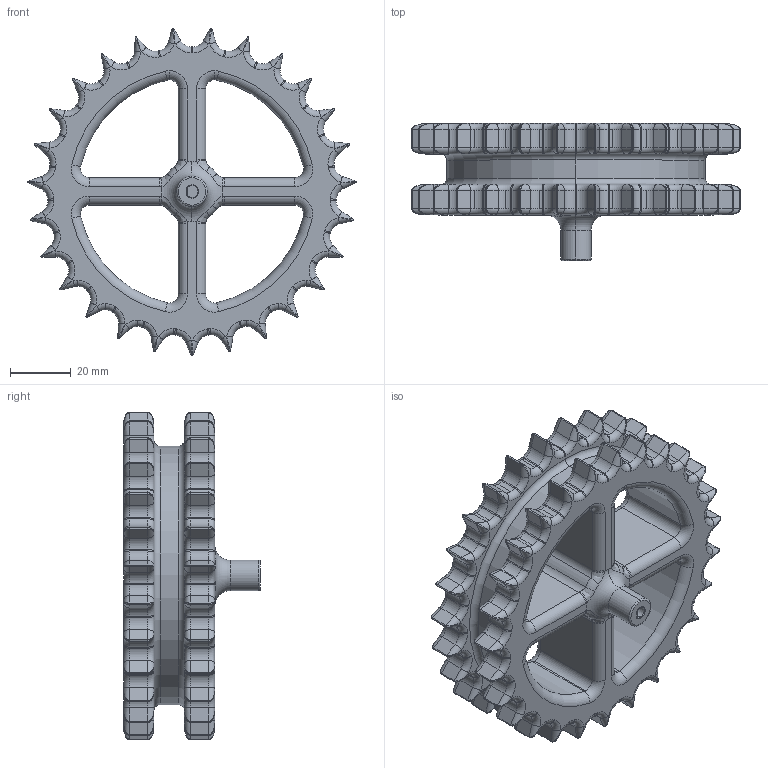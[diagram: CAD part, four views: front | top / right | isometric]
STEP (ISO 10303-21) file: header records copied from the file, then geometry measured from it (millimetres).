
FILE_DESCRIPTION (( 'STEP AP214' ), '1' );
FILE_NAME ('Tank Wheel V2.STEP', '2023-12-30T20:41:25', ( '' ), ( '' ), 'SwSTEP 2.0', 'SolidWorks 2023', '' );
FILE_SCHEMA (( 'AUTOMOTIVE_DESIGN' ));
Length unit declared in the file: millimetre
Products named in the file (1): Tank Wheel V2
Bounding box: 107.88 x 45 x 107.7 mm (x, y, z)
Volume: 116750.1 mm3; surface area: 36307.9 mm2
Topology: 1 solids, 1 shells, 1194 faces, 2844 edges, 1544 vertices
Faces by surface type: cylinder 524, torus 431, plane 123, bspline 116
Entity records: 38444 total; most frequent: CARTESIAN_POINT 11601, DIRECTION 6287, ORIENTED_EDGE 5472, EDGE_CURVE 2736, AXIS2_PLACEMENT_3D 2706, CIRCLE 1627, VERTEX_POINT 1544, EDGE_LOOP 1202
